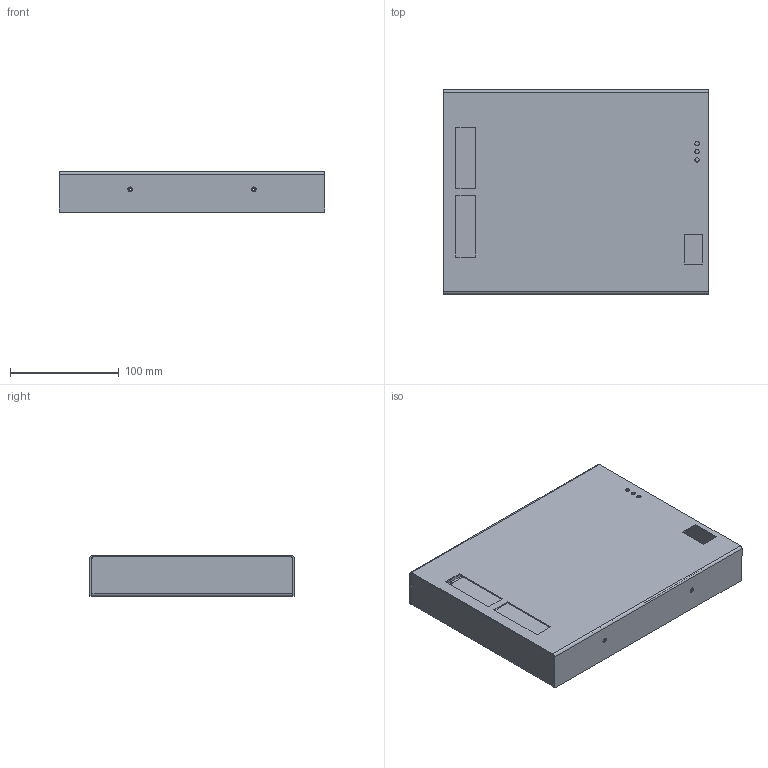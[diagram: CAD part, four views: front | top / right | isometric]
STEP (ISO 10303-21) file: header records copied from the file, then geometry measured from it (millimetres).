
FILE_DESCRIPTION (( 'STEP AP214' ), '1' );
FILE_NAME ('外壳三维模型.STEP', '2024-03-01T00:59:10', ( '' ), ( '' ), 'SwSTEP 2.0', 'SolidWorks 2023', '' );
FILE_SCHEMA (( 'AUTOMOTIVE_DESIGN' ));
Length unit declared in the file: millimetre
Products named in the file (6): 压铆螺母^asm1; 外壳三维模型; 上盖; 壳体; round nuts with set pin holes in side gb_GB_SPECIAL_TYPE9 M3-C; 零件1^压铆螺母_asm1
Assembly tree (11 placements, depth 3):
  外壳三维模型
    壳体
    上盖
    压铆螺母^asm1
      round nuts with set pin holes in side gb_GB_SPECIAL_TYPE9 M3-C  x7
      零件1^压铆螺母_asm1
Bounding box: 243.4 x 187.6 x 37.4 mm (x, y, z)
Volume: 153601.1 mm3; surface area: 259988.6 mm2
Topology: 15 solids, 15 shells, 396 faces, 934 edges, 532 vertices
Faces by surface type: cylinder 172, plane 112, cone 112
Entity records: 6663 total; most frequent: DIRECTION 1160, CARTESIAN_POINT 1157, ORIENTED_EDGE 1012, EDGE_CURVE 506, AXIS2_PLACEMENT_3D 431, VERTEX_POINT 316, LINE 298, VECTOR 298
